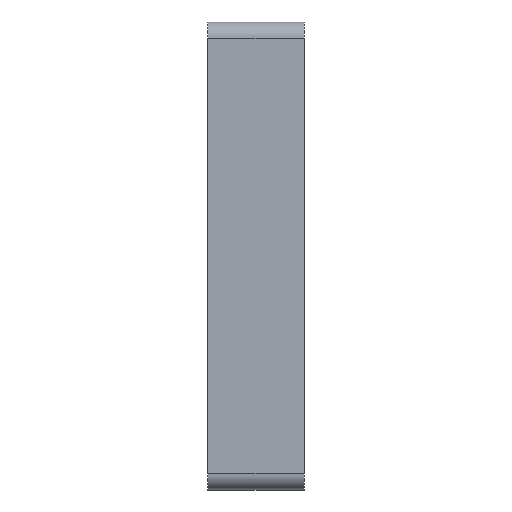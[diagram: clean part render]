
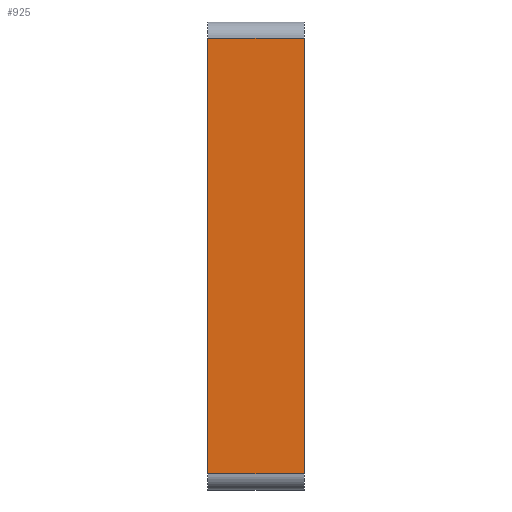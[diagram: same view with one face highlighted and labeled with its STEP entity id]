
A CAD part, left-side view. The second image highlights one B-rep face of the part: STEP entity #925.
In plain terms, the highlighted planar face has unit normal (-1, 0, 0).
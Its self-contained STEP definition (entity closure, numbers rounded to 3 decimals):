
#21 = CARTESIAN_POINT ( 'NONE',  ( -145., 60., 135. ) ) ;
#65 = DIRECTION ( 'NONE',  ( 1., 0., 0. ) ) ;
#102 = DIRECTION ( 'NONE',  ( 0., 0., 1. ) ) ;
#148 = CARTESIAN_POINT ( 'NONE',  ( -145., 0., 135. ) ) ;
#167 = VECTOR ( 'NONE', #742, 1000. ) ;
#185 = EDGE_CURVE ( 'NONE', #923, #1147, #581, .T. ) ;
#228 = CARTESIAN_POINT ( 'NONE',  ( -145., 60., 145. ) ) ;
#250 = ORIENTED_EDGE ( 'NONE', *, *, #185, .F. ) ;
#284 = EDGE_LOOP ( 'NONE', ( #250, #491, #312, #657 ) ) ;
#312 = ORIENTED_EDGE ( 'NONE', *, *, #688, .T. ) ;
#376 = EDGE_CURVE ( 'NONE', #923, #1129, #475, .T. ) ;
#402 = DIRECTION ( 'NONE',  ( 0., 1., 0. ) ) ;
#471 = CARTESIAN_POINT ( 'NONE',  ( -145., 60., 145. ) ) ;
#475 = LINE ( 'NONE', #546, #167 ) ;
#491 = ORIENTED_EDGE ( 'NONE', *, *, #376, .T. ) ;
#492 = VERTEX_POINT ( 'NONE', #148 ) ;
#536 = PLANE ( 'NONE',  #920 ) ;
#546 = CARTESIAN_POINT ( 'NONE',  ( -145., 60., -135. ) ) ;
#576 = CARTESIAN_POINT ( 'NONE',  ( -145., 60., 135. ) ) ;
#581 = LINE ( 'NONE', #471, #1045 ) ;
#601 = DIRECTION ( 'NONE',  ( 0., 0., -1. ) ) ;
#657 = ORIENTED_EDGE ( 'NONE', *, *, #1085, .T. ) ;
#678 = DIRECTION ( 'NONE',  ( 0., 0., 1. ) ) ;
#679 = LINE ( 'NONE', #576, #991 ) ;
#688 = EDGE_CURVE ( 'NONE', #1129, #492, #778, .T. ) ;
#725 = FACE_OUTER_BOUND ( 'NONE', #284, .T. ) ;
#742 = DIRECTION ( 'NONE',  ( 0., -1., 0. ) ) ;
#772 = CARTESIAN_POINT ( 'NONE',  ( -145., 0., 145. ) ) ;
#778 = LINE ( 'NONE', #772, #1018 ) ;
#818 = CARTESIAN_POINT ( 'NONE',  ( -145., 60., -135. ) ) ;
#861 = CARTESIAN_POINT ( 'NONE',  ( -145., 0., -135. ) ) ;
#920 = AXIS2_PLACEMENT_3D ( 'NONE', #228, #65, #601 ) ;
#923 = VERTEX_POINT ( 'NONE', #818 ) ;
#925 = ADVANCED_FACE ( 'NONE', ( #725 ), #536, .F. ) ;
#991 = VECTOR ( 'NONE', #402, 1000. ) ;
#1018 = VECTOR ( 'NONE', #102, 1000. ) ;
#1045 = VECTOR ( 'NONE', #678, 1000. ) ;
#1085 = EDGE_CURVE ( 'NONE', #492, #1147, #679, .T. ) ;
#1129 = VERTEX_POINT ( 'NONE', #861 ) ;
#1147 = VERTEX_POINT ( 'NONE', #21 ) ;
